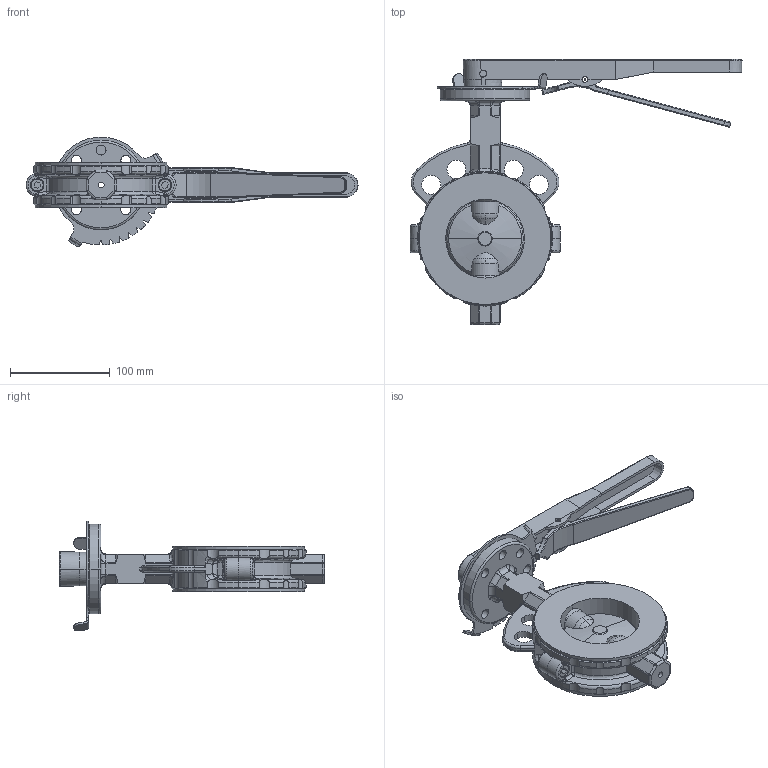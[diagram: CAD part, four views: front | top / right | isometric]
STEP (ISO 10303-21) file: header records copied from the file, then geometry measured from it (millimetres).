
FILE_DESCRIPTION (( 'STEP AP214' ), '1' );
FILE_NAME ('AS-W1-0300-PMR-HA.step', '2019-08-26T11:39:15', ( '' ), ( '' ), 'SwSTEP 2.0', 'SolidWorks 2019', '' );
FILE_SCHEMA (( 'AUTOMOTIVE_DESIGN' ));
Length unit declared in the file: inch
Products named in the file (2): AS-W1-0300-PMR-HA
Bounding box: 332.61 x 265.51 x 109.9 mm (x, y, z)
Surface area: 192108 mm2 (no closed solid volume)
Topology: 0 solids, 28 shells, 705 faces, 2306 edges, 1579 vertices
Faces by surface type: cylinder 291, plane 169, torus 83, bspline 72, cone 66, sphere 24
Entity records: 41115 total; most frequent: CARTESIAN_POINT 12770, ORIENTED_EDGE 3958, DIRECTION 3818, EDGE_CURVE 2288, VERTEX_POINT 1578, AXIS2_PLACEMENT_3D 1458, LINE 902, VECTOR 902
